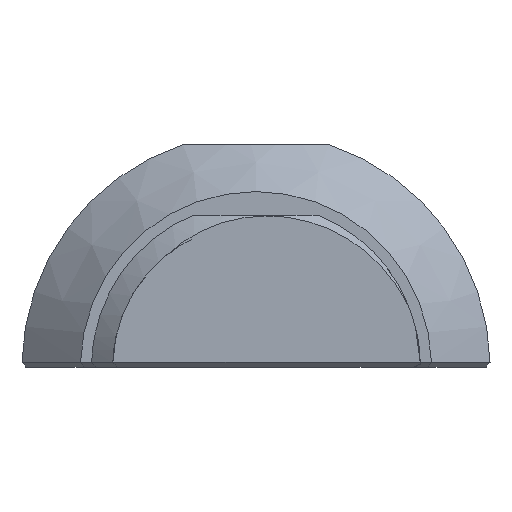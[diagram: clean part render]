
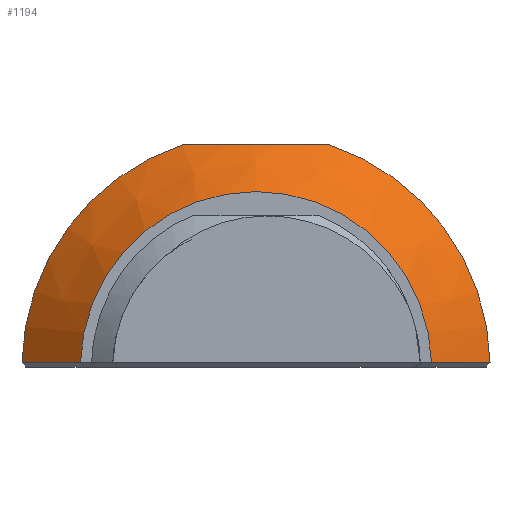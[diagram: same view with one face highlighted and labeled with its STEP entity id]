
A CAD part, left-side view. The second image highlights one B-rep face of the part: STEP entity #1194.
In plain terms, the highlighted conical face has half-angle 45 degrees and reference radius 10 mm.
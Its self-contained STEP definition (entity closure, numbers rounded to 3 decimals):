
#170=CARTESIAN_POINT('',(-51.2,-134.998,0.2));
#171=VERTEX_POINT('',#170);
#172=CARTESIAN_POINT('',(-51.2,-128.122,9.5));
#173=VERTEX_POINT('',#172);
#174=CARTESIAN_POINT('',(-51.2,-125.,0.));
#175=DIRECTION('',(-1.,-0.,-0.));
#176=DIRECTION('',(-0.,1.,0.));
#177=AXIS2_PLACEMENT_3D('',#174,#175,#176);
#178=CIRCLE('',#177,10.);
#179=EDGE_CURVE('',#171,#173,#178,.T.);
#1114=CARTESIAN_POINT('',(-53.7,-132.497,0.2));
#1115=VERTEX_POINT('',#1114);
#1122=CARTESIAN_POINT('',(-53.7,-117.503,0.2));
#1123=VERTEX_POINT('',#1122);
#1124=CARTESIAN_POINT('',(-53.7,-125.,0.));
#1125=DIRECTION('',(-1.,-0.,-0.));
#1126=DIRECTION('',(0.,-1.,-0.));
#1127=AXIS2_PLACEMENT_3D('',#1124,#1125,#1126);
#1128=CIRCLE('',#1127,7.5);
#1129=EDGE_CURVE('',#1115,#1123,#1128,.T.);
#1150=CARTESIAN_POINT('',(-51.2,-125.,0.));
#1151=DIRECTION('',(1.,0.,0.));
#1152=DIRECTION('',(-0.,1.,0.));
#1153=AXIS2_PLACEMENT_3D('',#1150,#1151,#1152);
#1154=CONICAL_SURFACE('',#1153,10.,45.);
#1155=ORIENTED_EDGE('',*,*,#1129,.F.);
#1156=CARTESIAN_POINT('',(-53.7,-132.497,0.2));
#1157=CARTESIAN_POINT('',(-52.986,-133.212,0.2));
#1158=CARTESIAN_POINT('',(-52.152,-134.045,0.2));
#1159=CARTESIAN_POINT('',(-51.2,-134.998,0.2));
#1160=B_SPLINE_CURVE_WITH_KNOTS('',3,(#1156,#1157,#1158,#1159),.UNSPECIFIED.,.F.,.F.,(4,4),(0.,1.),.UNSPECIFIED.);
#1161=EDGE_CURVE('',#1115,#171,#1160,.T.);
#1162=ORIENTED_EDGE('',*,*,#1161,.T.);
#1163=ORIENTED_EDGE('',*,*,#179,.T.);
#1164=CARTESIAN_POINT('',(-51.2,-121.878,9.5));
#1165=VERTEX_POINT('',#1164);
#1166=CARTESIAN_POINT('',(-51.2,-121.878,9.5));
#1167=CARTESIAN_POINT('',(-51.517,-122.892,9.5));
#1168=CARTESIAN_POINT('',(-51.7,-123.93,9.5));
#1169=CARTESIAN_POINT('',(-51.7,-125.,9.5));
#1170=CARTESIAN_POINT('',(-51.7,-126.07,9.5));
#1171=CARTESIAN_POINT('',(-51.517,-127.108,9.5));
#1172=CARTESIAN_POINT('',(-51.2,-128.122,9.5));
#1173=B_SPLINE_CURVE_WITH_KNOTS('',3,(#1166,#1167,#1168,#1169,#1170,#1171,#1172),.UNSPECIFIED.,.F.,.F.,(4,3,4),(0.026,0.03,0.033),.UNSPECIFIED.);
#1174=EDGE_CURVE('',#1165,#173,#1173,.T.);
#1175=ORIENTED_EDGE('',*,*,#1174,.F.);
#1176=CARTESIAN_POINT('',(-51.2,-115.002,0.2));
#1177=VERTEX_POINT('',#1176);
#1178=CARTESIAN_POINT('',(-51.2,-125.,0.));
#1179=DIRECTION('',(-1.,-0.,-0.));
#1180=DIRECTION('',(-0.,1.,0.));
#1181=AXIS2_PLACEMENT_3D('',#1178,#1179,#1180);
#1182=CIRCLE('',#1181,10.);
#1183=EDGE_CURVE('',#1165,#1177,#1182,.T.);
#1184=ORIENTED_EDGE('',*,*,#1183,.T.);
#1185=CARTESIAN_POINT('',(-51.2,-115.002,0.2));
#1186=CARTESIAN_POINT('',(-52.152,-115.955,0.2));
#1187=CARTESIAN_POINT('',(-52.986,-116.788,0.2));
#1188=CARTESIAN_POINT('',(-53.7,-117.503,0.2));
#1189=B_SPLINE_CURVE_WITH_KNOTS('',3,(#1185,#1186,#1187,#1188),.UNSPECIFIED.,.F.,.F.,(4,4),(0.,1.),.UNSPECIFIED.);
#1190=EDGE_CURVE('',#1177,#1123,#1189,.T.);
#1191=ORIENTED_EDGE('',*,*,#1190,.T.);
#1192=EDGE_LOOP('',(#1155,#1162,#1163,#1175,#1184,#1191));
#1193=FACE_BOUND('',#1192,.T.);
#1194=ADVANCED_FACE('',(#1193),#1154,.T.);
